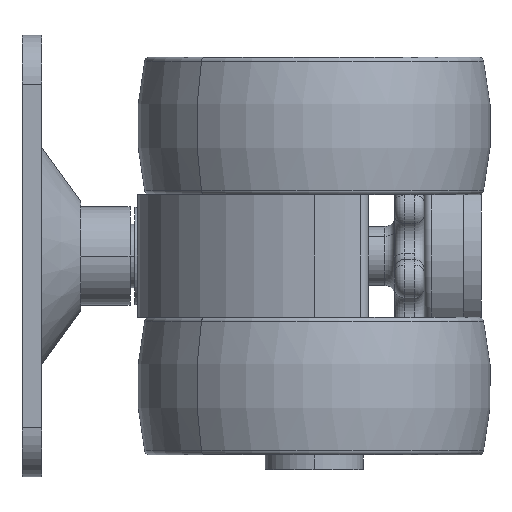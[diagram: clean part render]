
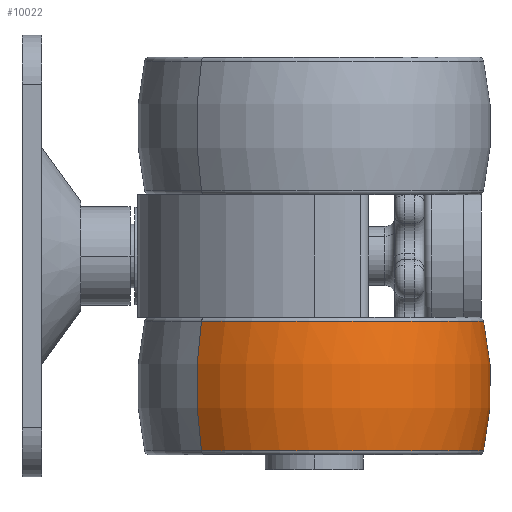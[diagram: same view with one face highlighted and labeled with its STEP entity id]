
A CAD part, left-side view. The second image highlights one B-rep face of the part: STEP entity #10022.
In plain terms, the highlighted toroidal (fillet/blend) face has major radius 24 mm and minor radius 60 mm.
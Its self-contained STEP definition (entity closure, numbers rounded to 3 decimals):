
#649 = ORIENTED_EDGE ( 'NONE', *, *, #812, .F. ) ;
#812 = EDGE_CURVE ( 'NONE', #10268, #11724, #16713, .T. ) ;
#1007 = CARTESIAN_POINT ( 'NONE',  ( 36., 11., -13.28 ) ) ;
#1889 = EDGE_CURVE ( 'NONE', #10268, #14309, #18126, .T. ) ;
#1921 = AXIS2_PLACEMENT_3D ( 'NONE', #17464, #6552, #14401 ) ;
#2568 = DIRECTION ( 'NONE',  ( 0.747, -0.665, 0. ) ) ;
#2634 = CIRCLE ( 'NONE', #5877, 34.525 ) ;
#2668 = CARTESIAN_POINT ( 'NONE',  ( 10.212, 33.956, -39.72 ) ) ;
#3429 = CIRCLE ( 'NONE', #17503, 60. ) ;
#4390 = DIRECTION ( 'NONE',  ( -0.665, -0.747, 0. ) ) ;
#4404 = ORIENTED_EDGE ( 'NONE', *, *, #1889, .T. ) ;
#4980 = DIRECTION ( 'NONE',  ( 0.665, 0.747, 0. ) ) ;
#5666 = ORIENTED_EDGE ( 'NONE', *, *, #13211, .T. ) ;
#5877 = AXIS2_PLACEMENT_3D ( 'NONE', #1007, #11921, #2568 ) ;
#6128 = VERTEX_POINT ( 'NONE', #6849 ) ;
#6243 = EDGE_CURVE ( 'NONE', #11724, #6128, #2634, .T. ) ;
#6552 = DIRECTION ( 'NONE',  ( 0., 0., 1. ) ) ;
#6579 = AXIS2_PLACEMENT_3D ( 'NONE', #15908, #4980, #14335 ) ;
#6849 = CARTESIAN_POINT ( 'NONE',  ( 61.788, -11.956, -13.28 ) ) ;
#6992 = CARTESIAN_POINT ( 'NONE',  ( 10.212, 33.956, -13.28 ) ) ;
#9237 = DIRECTION ( 'NONE',  ( 0.747, -0.665, 0. ) ) ;
#10022 = ADVANCED_FACE ( 'NONE', ( #10093 ), #13749, .T. ) ;
#10093 = FACE_OUTER_BOUND ( 'NONE', #13218, .T. ) ;
#10268 = VERTEX_POINT ( 'NONE', #2668 ) ;
#11212 = ORIENTED_EDGE ( 'NONE', *, *, #6243, .F. ) ;
#11724 = VERTEX_POINT ( 'NONE', #6992 ) ;
#11921 = DIRECTION ( 'NONE',  ( 0., 0., 1. ) ) ;
#13211 = EDGE_CURVE ( 'NONE', #14309, #6128, #3429, .T. ) ;
#13218 = EDGE_LOOP ( 'NONE', ( #649, #4404, #5666, #11212 ) ) ;
#13749 = TOROIDAL_SURFACE ( 'NONE', #1921, -24., 60. ) ;
#13765 = CARTESIAN_POINT ( 'NONE',  ( 18.074, 26.958, -26.5 ) ) ;
#14309 = VERTEX_POINT ( 'NONE', #19679 ) ;
#14335 = DIRECTION ( 'NONE',  ( -0.747, 0.665, 0. ) ) ;
#14401 = DIRECTION ( 'NONE',  ( 0.747, -0.665, 0. ) ) ;
#15342 = DIRECTION ( 'NONE',  ( 0.747, -0.665, 0. ) ) ;
#15908 = CARTESIAN_POINT ( 'NONE',  ( 53.926, -4.958, -26.5 ) ) ;
#16713 = CIRCLE ( 'NONE', #6579, 60. ) ;
#16931 = AXIS2_PLACEMENT_3D ( 'NONE', #17293, #18804, #9237 ) ;
#17293 = CARTESIAN_POINT ( 'NONE',  ( 36., 11., -39.72 ) ) ;
#17464 = CARTESIAN_POINT ( 'NONE',  ( 36., 11., -26.5 ) ) ;
#17503 = AXIS2_PLACEMENT_3D ( 'NONE', #13765, #4390, #15342 ) ;
#18126 = CIRCLE ( 'NONE', #16931, 34.525 ) ;
#18804 = DIRECTION ( 'NONE',  ( 0., 0., 1. ) ) ;
#19679 = CARTESIAN_POINT ( 'NONE',  ( 61.788, -11.956, -39.72 ) ) ;
